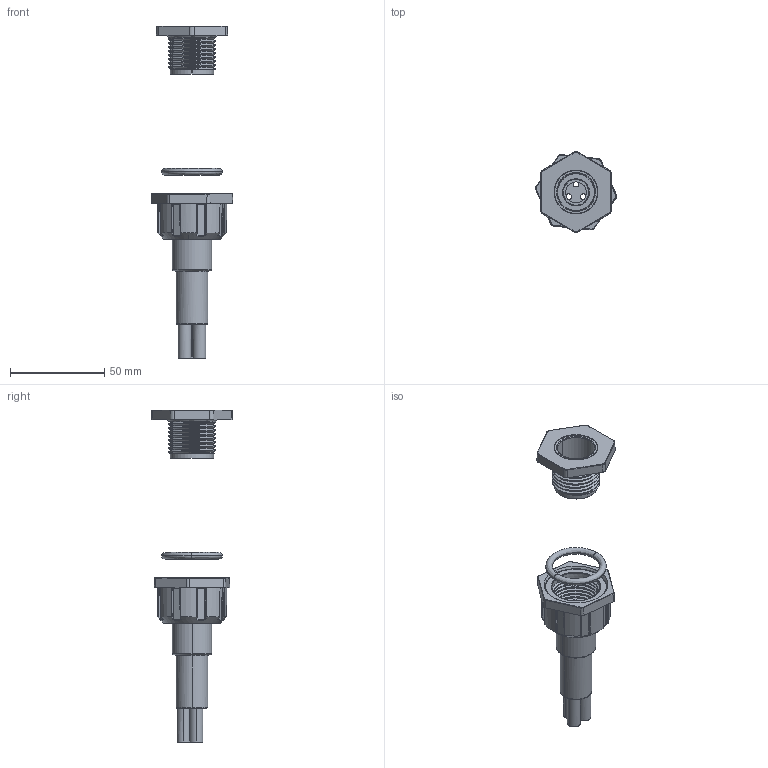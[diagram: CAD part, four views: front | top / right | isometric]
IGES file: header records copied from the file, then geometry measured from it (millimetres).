
Start section: SolidWorks IGES file using analytic representation for surfaces
Global section: file name: 1-NUS-3A.IGS; native system: SolidWorks 2020; preprocessor: SolidWorks 2020; author: office; date: 210528.123553; units: inch
Bounding box: 43.15 x 42.76 x 175.87 mm (x, y, z)
Surface area: 23318 mm2 (no closed solid volume)
Topology: 0 solids, 0 shells, 337 faces, 5546 edges, 5522 vertices
Faces by surface type: revolution 178, bspline 159
